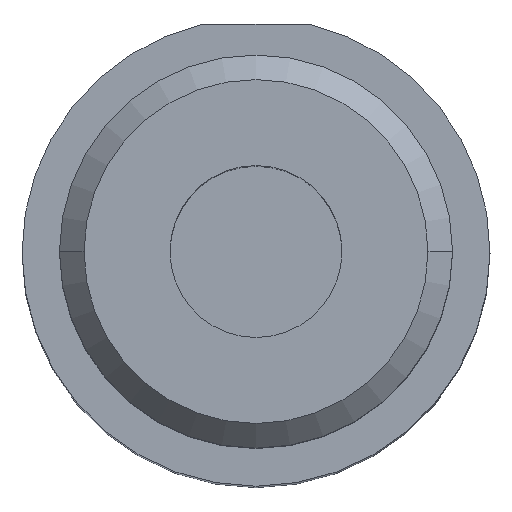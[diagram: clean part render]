
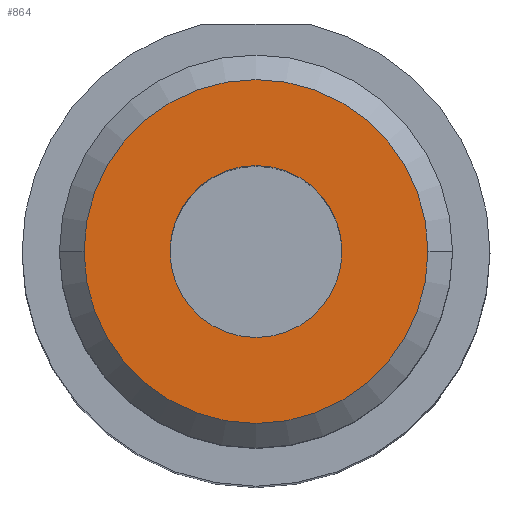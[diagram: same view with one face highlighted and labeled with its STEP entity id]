
A CAD part, top view. The second image highlights one B-rep face of the part: STEP entity #864.
In plain terms, the highlighted planar face has unit normal (0, 0, 1).
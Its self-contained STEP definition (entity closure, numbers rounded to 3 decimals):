
#19 = CARTESIAN_POINT ( 'NONE',  ( -7., 0., 65. ) ) ;
#43 = PLANE ( 'NONE',  #229 ) ;
#48 = CARTESIAN_POINT ( 'NONE',  ( 0., 8., 65. ) ) ;
#74 = AXIS2_PLACEMENT_3D ( 'NONE', #365, #827, #912 ) ;
#94 = CARTESIAN_POINT ( 'NONE',  ( 0., 0., 65. ) ) ;
#100 = CARTESIAN_POINT ( 'NONE',  ( 0., 0., 65. ) ) ;
#103 = DIRECTION ( 'NONE',  ( 0., 0., 1. ) ) ;
#158 = AXIS2_PLACEMENT_3D ( 'NONE', #100, #103, #653 ) ;
#170 = DIRECTION ( 'NONE',  ( 1., 0., 0. ) ) ;
#191 = EDGE_CURVE ( 'NONE', #774, #295, #228, .T. ) ;
#228 = CIRCLE ( 'NONE', #74, 7. ) ;
#229 = AXIS2_PLACEMENT_3D ( 'NONE', #48, #581, #345 ) ;
#295 = VERTEX_POINT ( 'NONE', #757 ) ;
#301 = FACE_BOUND ( 'NONE', #665, .T. ) ;
#327 = ORIENTED_EDGE ( 'NONE', *, *, #1007, .F. ) ;
#334 = DIRECTION ( 'NONE',  ( 1., 0., 0. ) ) ;
#345 = DIRECTION ( 'NONE',  ( 1., 0., 0. ) ) ;
#357 = VERTEX_POINT ( 'NONE', #672 ) ;
#365 = CARTESIAN_POINT ( 'NONE',  ( 0., 0., 65. ) ) ;
#373 = AXIS2_PLACEMENT_3D ( 'NONE', #626, #416, #334 ) ;
#416 = DIRECTION ( 'NONE',  ( 0., 0., 1. ) ) ;
#436 = CIRCLE ( 'NONE', #566, 3.5 ) ;
#465 = FACE_OUTER_BOUND ( 'NONE', #979, .T. ) ;
#484 = CIRCLE ( 'NONE', #158, 3.5 ) ;
#557 = ORIENTED_EDGE ( 'NONE', *, *, #1013, .T. ) ;
#566 = AXIS2_PLACEMENT_3D ( 'NONE', #94, #1021, #170 ) ;
#572 = CARTESIAN_POINT ( 'NONE',  ( -3.5, 0., 65. ) ) ;
#581 = DIRECTION ( 'NONE',  ( 0., 0., 1. ) ) ;
#618 = EDGE_CURVE ( 'NONE', #357, #629, #484, .T. ) ;
#626 = CARTESIAN_POINT ( 'NONE',  ( 0., 0., 65. ) ) ;
#629 = VERTEX_POINT ( 'NONE', #572 ) ;
#653 = DIRECTION ( 'NONE',  ( 1., 0., 0. ) ) ;
#665 = EDGE_LOOP ( 'NONE', ( #856, #327 ) ) ;
#672 = CARTESIAN_POINT ( 'NONE',  ( 3.5, 0., 65. ) ) ;
#757 = CARTESIAN_POINT ( 'NONE',  ( 7., 0., 65. ) ) ;
#774 = VERTEX_POINT ( 'NONE', #19 ) ;
#798 = CIRCLE ( 'NONE', #373, 7. ) ;
#827 = DIRECTION ( 'NONE',  ( 0., 0., 1. ) ) ;
#856 = ORIENTED_EDGE ( 'NONE', *, *, #618, .F. ) ;
#864 = ADVANCED_FACE ( 'NONE', ( #301, #465 ), #43, .T. ) ;
#883 = ORIENTED_EDGE ( 'NONE', *, *, #191, .T. ) ;
#912 = DIRECTION ( 'NONE',  ( 1., 0., 0. ) ) ;
#979 = EDGE_LOOP ( 'NONE', ( #883, #557 ) ) ;
#1007 = EDGE_CURVE ( 'NONE', #629, #357, #436, .T. ) ;
#1013 = EDGE_CURVE ( 'NONE', #295, #774, #798, .T. ) ;
#1021 = DIRECTION ( 'NONE',  ( 0., 0., 1. ) ) ;
